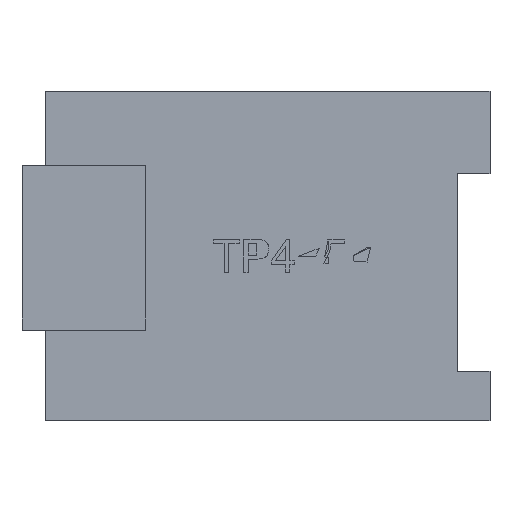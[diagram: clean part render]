
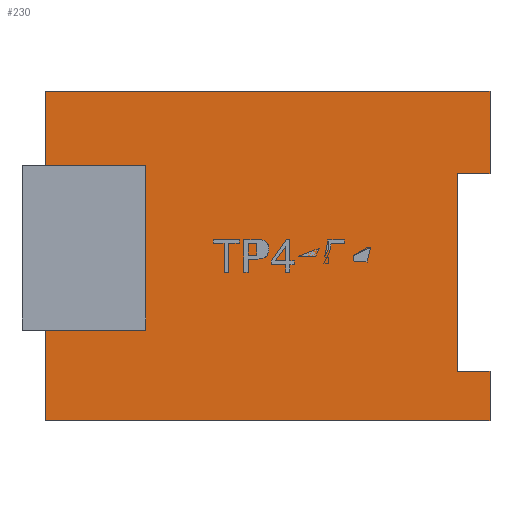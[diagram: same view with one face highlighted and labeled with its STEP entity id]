
A CAD part, top view. The second image highlights one B-rep face of the part: STEP entity #230.
In plain terms, the highlighted free-form (B-spline) face has degree [1, 1] with [2, 2] control points.
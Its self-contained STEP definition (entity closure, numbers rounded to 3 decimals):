
#230=ADVANCED_FACE('',(#308),#2617,.T.);
#308=FACE_OUTER_BOUND('',#394,.T.);
#394=EDGE_LOOP('',(#759,#760,#761,#762,#763,#764,#765,#766));
#759=ORIENTED_EDGE('',*,*,#1876,.F.);
#760=ORIENTED_EDGE('',*,*,#1882,.F.);
#761=ORIENTED_EDGE('',*,*,#1868,.F.);
#762=ORIENTED_EDGE('',*,*,#1871,.F.);
#763=ORIENTED_EDGE('',*,*,#1861,.F.);
#764=ORIENTED_EDGE('',*,*,#1864,.F.);
#765=ORIENTED_EDGE('',*,*,#1873,.F.);
#766=ORIENTED_EDGE('',*,*,#1879,.F.);
#1093=PCURVE('',#2609,#1465);
#1096=PCURVE('',#2610,#1468);
#1101=PCURVE('',#2611,#1473);
#1105=PCURVE('',#2612,#1477);
#1108=PCURVE('',#2613,#1480);
#1112=PCURVE('',#2614,#1484);
#1116=PCURVE('',#2615,#1488);
#1121=PCURVE('',#2610,#1493);
#1131=PCURVE('',#2617,#1503);
#1132=PCURVE('',#2617,#1504);
#1133=PCURVE('',#2617,#1505);
#1134=PCURVE('',#2617,#1506);
#1135=PCURVE('',#2617,#1507);
#1136=PCURVE('',#2617,#1508);
#1137=PCURVE('',#2617,#1509);
#1138=PCURVE('',#2617,#1510);
#1465=DEFINITIONAL_REPRESENTATION('',(#2354),#5090);
#1468=DEFINITIONAL_REPRESENTATION('',(#2360),#5090);
#1473=DEFINITIONAL_REPRESENTATION('',(#2369),#5090);
#1477=DEFINITIONAL_REPRESENTATION('',(#2376),#5090);
#1480=DEFINITIONAL_REPRESENTATION('',(#2381),#5090);
#1484=DEFINITIONAL_REPRESENTATION('',(#2388),#5090);
#1488=DEFINITIONAL_REPRESENTATION('',(#2395),#5090);
#1493=DEFINITIONAL_REPRESENTATION('',(#2403),#5090);
#1503=DEFINITIONAL_REPRESENTATION('',(#2413),#5090);
#1504=DEFINITIONAL_REPRESENTATION('',(#2414),#5090);
#1505=DEFINITIONAL_REPRESENTATION('',(#2415),#5090);
#1506=DEFINITIONAL_REPRESENTATION('',(#2416),#5090);
#1507=DEFINITIONAL_REPRESENTATION('',(#2417),#5090);
#1508=DEFINITIONAL_REPRESENTATION('',(#2418),#5090);
#1509=DEFINITIONAL_REPRESENTATION('',(#2419),#5090);
#1510=DEFINITIONAL_REPRESENTATION('',(#2420),#5090);
#1675=SURFACE_CURVE('',#2353,(#1093,#1135),.PCURVE_S1.);
#1678=SURFACE_CURVE('',#2359,(#1096,#1136),.PCURVE_S1.);
#1682=SURFACE_CURVE('',#2368,(#1101,#1133),.PCURVE_S1.);
#1685=SURFACE_CURVE('',#2375,(#1105,#1134),.PCURVE_S1.);
#1687=SURFACE_CURVE('',#2380,(#1108,#1137),.PCURVE_S1.);
#1690=SURFACE_CURVE('',#2387,(#1112,#1131),.PCURVE_S1.);
#1693=SURFACE_CURVE('',#2394,(#1116,#1138),.PCURVE_S1.);
#1696=SURFACE_CURVE('',#2402,(#1121,#1132),.PCURVE_S1.);
#1861=EDGE_CURVE('',#2531,#2532,#1675,.T.);
#1864=EDGE_CURVE('',#2538,#2531,#1678,.T.);
#1868=EDGE_CURVE('',#2536,#2534,#1682,.T.);
#1871=EDGE_CURVE('',#2532,#2536,#1685,.T.);
#1873=EDGE_CURVE('',#2543,#2538,#1687,.T.);
#1876=EDGE_CURVE('',#2540,#2544,#1690,.T.);
#1879=EDGE_CURVE('',#2544,#2543,#1693,.T.);
#1882=EDGE_CURVE('',#2534,#2540,#1696,.T.);
#2353=B_SPLINE_CURVE_WITH_KNOTS('',1,(#4950,#4951),.UNSPECIFIED.,.F.,.F.,
(2,2),(-27.,0.),.UNSPECIFIED.);
#2354=B_SPLINE_CURVE_WITH_KNOTS('',1,(#4952,#4953),.UNSPECIFIED.,.F.,.F.,
(2,2),(-27.,0.),.UNSPECIFIED.);
#2359=B_SPLINE_CURVE_WITH_KNOTS('',1,(#4962,#4963),.UNSPECIFIED.,.F.,.F.,
(2,2),(-30.,-27.),.UNSPECIFIED.);
#2360=B_SPLINE_CURVE_WITH_KNOTS('',1,(#4964,#4965),.UNSPECIFIED.,.F.,.F.,
(2,2),(-30.,-27.),.UNSPECIFIED.);
#2368=B_SPLINE_CURVE_WITH_KNOTS('',1,(#4980,#4981),.UNSPECIFIED.,.F.,.F.,
(2,2),(-74.,-47.),.UNSPECIFIED.);
#2369=B_SPLINE_CURVE_WITH_KNOTS('',1,(#4982,#4983),.UNSPECIFIED.,.F.,.F.,
(2,2),(-74.,-47.),.UNSPECIFIED.);
#2375=B_SPLINE_CURVE_WITH_KNOTS('',1,(#4994,#4995),.UNSPECIFIED.,.F.,.F.,
(2,2),(-94.,-74.),.UNSPECIFIED.);
#2376=B_SPLINE_CURVE_WITH_KNOTS('',1,(#4996,#4997),.UNSPECIFIED.,.F.,.F.,
(2,2),(-94.,-74.),.UNSPECIFIED.);
#2380=B_SPLINE_CURVE_WITH_KNOTS('',1,(#5004,#5005),.UNSPECIFIED.,.F.,.F.,
(2,2),(0.,2.),.UNSPECIFIED.);
#2381=B_SPLINE_CURVE_WITH_KNOTS('',1,(#5006,#5007),.UNSPECIFIED.,.F.,.F.,
(2,2),(0.,2.),.UNSPECIFIED.);
#2387=B_SPLINE_CURVE_WITH_KNOTS('',1,(#5018,#5019),.UNSPECIFIED.,.F.,.F.,
(2,2),(14.,16.),.UNSPECIFIED.);
#2388=B_SPLINE_CURVE_WITH_KNOTS('',1,(#5020,#5021),.UNSPECIFIED.,.F.,.F.,
(2,2),(14.,16.),.UNSPECIFIED.);
#2394=B_SPLINE_CURVE_WITH_KNOTS('',1,(#5032,#5033),.UNSPECIFIED.,.F.,.F.,
(2,2),(16.,28.),.UNSPECIFIED.);
#2395=B_SPLINE_CURVE_WITH_KNOTS('',1,(#5034,#5035),.UNSPECIFIED.,.F.,.F.,
(2,2),(16.,28.),.UNSPECIFIED.);
#2402=B_SPLINE_CURVE_WITH_KNOTS('',1,(#5048,#5049),.UNSPECIFIED.,.F.,.F.,
(2,2),(-47.,-42.),.UNSPECIFIED.);
#2403=B_SPLINE_CURVE_WITH_KNOTS('',1,(#5050,#5051),.UNSPECIFIED.,.F.,.F.,
(2,2),(-47.,-42.),.UNSPECIFIED.);
#2413=B_SPLINE_CURVE_WITH_KNOTS('',1,(#5070,#5071),.UNSPECIFIED.,.F.,.F.,
(2,2),(14.,16.),.UNSPECIFIED.);
#2414=B_SPLINE_CURVE_WITH_KNOTS('',1,(#5072,#5073),.UNSPECIFIED.,.F.,.F.,
(2,2),(-47.,-42.),.UNSPECIFIED.);
#2415=B_SPLINE_CURVE_WITH_KNOTS('',1,(#5074,#5075),.UNSPECIFIED.,.F.,.F.,
(2,2),(-74.,-47.),.UNSPECIFIED.);
#2416=B_SPLINE_CURVE_WITH_KNOTS('',1,(#5076,#5077),.UNSPECIFIED.,.F.,.F.,
(2,2),(-94.,-74.),.UNSPECIFIED.);
#2417=B_SPLINE_CURVE_WITH_KNOTS('',1,(#5078,#5079),.UNSPECIFIED.,.F.,.F.,
(2,2),(-27.,0.),.UNSPECIFIED.);
#2418=B_SPLINE_CURVE_WITH_KNOTS('',1,(#5080,#5081),.UNSPECIFIED.,.F.,.F.,
(2,2),(-30.,-27.),.UNSPECIFIED.);
#2419=B_SPLINE_CURVE_WITH_KNOTS('',1,(#5082,#5083),.UNSPECIFIED.,.F.,.F.,
(2,2),(0.,2.),.UNSPECIFIED.);
#2420=B_SPLINE_CURVE_WITH_KNOTS('',1,(#5084,#5085),.UNSPECIFIED.,.F.,.F.,
(2,2),(16.,28.),.UNSPECIFIED.);
#2531=VERTEX_POINT('',#4928);
#2532=VERTEX_POINT('',#4929);
#2534=VERTEX_POINT('',#4931);
#2536=VERTEX_POINT('',#4933);
#2538=VERTEX_POINT('',#4935);
#2540=VERTEX_POINT('',#4937);
#2543=VERTEX_POINT('',#4940);
#2544=VERTEX_POINT('',#4941);
#2609=B_SPLINE_SURFACE_WITH_KNOTS('',1,1,((#4890,#4891),(#4892,#4893)),
 .UNSPECIFIED.,.F.,.F.,.F.,(2,2),(2,2),(0.,27.),(0.,1.),.UNSPECIFIED.);
#2610=B_SPLINE_SURFACE_WITH_KNOTS('',1,1,((#4894,#4895),(#4896,#4897)),
 .UNSPECIFIED.,.F.,.F.,.F.,(2,2),(2,2),(27.,47.),(0.,1.),.UNSPECIFIED.);
#2611=B_SPLINE_SURFACE_WITH_KNOTS('',1,1,((#4898,#4899),(#4900,#4901)),
 .UNSPECIFIED.,.F.,.F.,.F.,(2,2),(2,2),(47.,74.),(0.,1.),.UNSPECIFIED.);
#2612=B_SPLINE_SURFACE_WITH_KNOTS('',1,1,((#4902,#4903),(#4904,#4905)),
 .UNSPECIFIED.,.F.,.F.,.F.,(2,2),(2,2),(74.,94.),(0.,1.),.UNSPECIFIED.);
#2613=B_SPLINE_SURFACE_WITH_KNOTS('',1,1,((#4906,#4907),(#4908,#4909)),
 .UNSPECIFIED.,.F.,.F.,.F.,(2,2),(2,2),(0.,1.),(0.,2.),.UNSPECIFIED.);
#2614=B_SPLINE_SURFACE_WITH_KNOTS('',1,1,((#4910,#4911),(#4912,#4913)),
 .UNSPECIFIED.,.F.,.F.,.F.,(2,2),(2,2),(0.,1.),(14.,16.),.UNSPECIFIED.);
#2615=B_SPLINE_SURFACE_WITH_KNOTS('',1,1,((#4914,#4915),(#4916,#4917)),
 .UNSPECIFIED.,.F.,.F.,.F.,(2,2),(2,2),(0.,1.),(16.,28.),.UNSPECIFIED.);
#2617=B_SPLINE_SURFACE_WITH_KNOTS('',1,1,((#4922,#4923),(#4924,#4925)),
 .UNSPECIFIED.,.F.,.F.,.F.,(2,2),(2,2),(0.,27.),(0.,20.),.UNSPECIFIED.);
#4890=CARTESIAN_POINT('',(0.,0.,0.));
#4891=CARTESIAN_POINT('',(0.,0.,1.));
#4892=CARTESIAN_POINT('',(27.,0.,0.));
#4893=CARTESIAN_POINT('',(27.,0.,1.));
#4894=CARTESIAN_POINT('',(27.,0.,0.));
#4895=CARTESIAN_POINT('',(27.,0.,1.));
#4896=CARTESIAN_POINT('',(27.,20.,0.));
#4897=CARTESIAN_POINT('',(27.,20.,1.));
#4898=CARTESIAN_POINT('',(27.,20.,0.));
#4899=CARTESIAN_POINT('',(27.,20.,1.));
#4900=CARTESIAN_POINT('',(0.,20.,0.));
#4901=CARTESIAN_POINT('',(0.,20.,1.));
#4902=CARTESIAN_POINT('',(0.,20.,0.));
#4903=CARTESIAN_POINT('',(0.,20.,1.));
#4904=CARTESIAN_POINT('',(0.,0.,0.));
#4905=CARTESIAN_POINT('',(0.,0.,1.));
#4906=CARTESIAN_POINT('',(25.,3.,0.));
#4907=CARTESIAN_POINT('',(27.,3.,0.));
#4908=CARTESIAN_POINT('',(25.,3.,1.));
#4909=CARTESIAN_POINT('',(27.,3.,1.));
#4910=CARTESIAN_POINT('',(27.,15.,0.));
#4911=CARTESIAN_POINT('',(25.,15.,0.));
#4912=CARTESIAN_POINT('',(27.,15.,1.));
#4913=CARTESIAN_POINT('',(25.,15.,1.));
#4914=CARTESIAN_POINT('',(25.,15.,0.));
#4915=CARTESIAN_POINT('',(25.,3.,0.));
#4916=CARTESIAN_POINT('',(25.,15.,1.));
#4917=CARTESIAN_POINT('',(25.,3.,1.));
#4922=CARTESIAN_POINT('',(0.,0.,1.));
#4923=CARTESIAN_POINT('',(0.,20.,1.));
#4924=CARTESIAN_POINT('',(27.,0.,1.));
#4925=CARTESIAN_POINT('',(27.,20.,1.));
#4928=CARTESIAN_POINT('',(27.,0.,1.));
#4929=CARTESIAN_POINT('',(0.,0.,1.));
#4931=CARTESIAN_POINT('',(27.,20.,1.));
#4933=CARTESIAN_POINT('',(0.,20.,1.));
#4935=CARTESIAN_POINT('',(27.,3.,1.));
#4937=CARTESIAN_POINT('',(27.,15.,1.));
#4940=CARTESIAN_POINT('',(25.,3.,1.));
#4941=CARTESIAN_POINT('',(25.,15.,1.));
#4950=CARTESIAN_POINT('',(27.,0.,1.));
#4951=CARTESIAN_POINT('',(0.,0.,1.));
#4952=CARTESIAN_POINT('',(27.,1.));
#4953=CARTESIAN_POINT('',(0.,1.));
#4962=CARTESIAN_POINT('',(27.,3.,1.));
#4963=CARTESIAN_POINT('',(27.,0.,1.));
#4964=CARTESIAN_POINT('',(30.,1.));
#4965=CARTESIAN_POINT('',(27.,1.));
#4980=CARTESIAN_POINT('',(0.,20.,1.));
#4981=CARTESIAN_POINT('',(27.,20.,1.));
#4982=CARTESIAN_POINT('',(74.,1.));
#4983=CARTESIAN_POINT('',(47.,1.));
#4994=CARTESIAN_POINT('',(0.,0.,1.));
#4995=CARTESIAN_POINT('',(0.,20.,1.));
#4996=CARTESIAN_POINT('',(94.,1.));
#4997=CARTESIAN_POINT('',(74.,1.));
#5004=CARTESIAN_POINT('',(25.,3.,1.));
#5005=CARTESIAN_POINT('',(27.,3.,1.));
#5006=CARTESIAN_POINT('',(1.,0.));
#5007=CARTESIAN_POINT('',(1.,2.));
#5018=CARTESIAN_POINT('',(27.,15.,1.));
#5019=CARTESIAN_POINT('',(25.,15.,1.));
#5020=CARTESIAN_POINT('',(1.,14.));
#5021=CARTESIAN_POINT('',(1.,16.));
#5032=CARTESIAN_POINT('',(25.,15.,1.));
#5033=CARTESIAN_POINT('',(25.,3.,1.));
#5034=CARTESIAN_POINT('',(1.,16.));
#5035=CARTESIAN_POINT('',(1.,28.));
#5048=CARTESIAN_POINT('',(27.,20.,1.));
#5049=CARTESIAN_POINT('',(27.,15.,1.));
#5050=CARTESIAN_POINT('',(47.,1.));
#5051=CARTESIAN_POINT('',(42.,1.));
#5070=CARTESIAN_POINT('',(27.,15.));
#5071=CARTESIAN_POINT('',(25.,15.));
#5072=CARTESIAN_POINT('',(27.,20.));
#5073=CARTESIAN_POINT('',(27.,15.));
#5074=CARTESIAN_POINT('',(0.,20.));
#5075=CARTESIAN_POINT('',(27.,20.));
#5076=CARTESIAN_POINT('',(0.,0.));
#5077=CARTESIAN_POINT('',(0.,20.));
#5078=CARTESIAN_POINT('',(27.,0.));
#5079=CARTESIAN_POINT('',(0.,0.));
#5080=CARTESIAN_POINT('',(27.,3.));
#5081=CARTESIAN_POINT('',(27.,0.));
#5082=CARTESIAN_POINT('',(25.,3.));
#5083=CARTESIAN_POINT('',(27.,3.));
#5084=CARTESIAN_POINT('',(25.,15.));
#5085=CARTESIAN_POINT('',(25.,3.));
#5090=(
GEOMETRIC_REPRESENTATION_CONTEXT(2)
PARAMETRIC_REPRESENTATION_CONTEXT()
REPRESENTATION_CONTEXT('pspace','')
);
